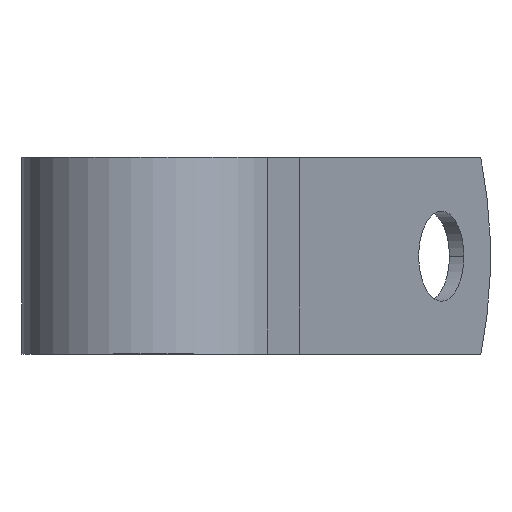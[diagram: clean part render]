
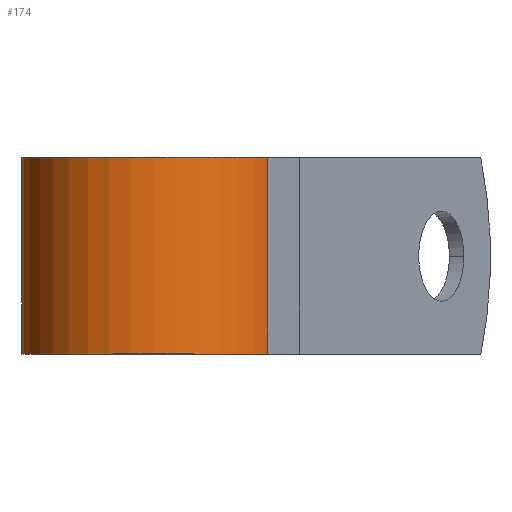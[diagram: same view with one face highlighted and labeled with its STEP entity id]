
A CAD part, top view. The second image highlights one B-rep face of the part: STEP entity #174.
In plain terms, the highlighted cylindrical face has radius 6.363 mm (diameter 12.725 mm), a partial arc.
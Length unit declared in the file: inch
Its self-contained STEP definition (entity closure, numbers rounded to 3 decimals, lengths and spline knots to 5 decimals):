
#24 = CIRCLE ( 'NONE', #540, 0.2505 ) ;
#37 = VERTEX_POINT ( 'NONE', #212 ) ;
#60 = VERTEX_POINT ( 'NONE', #717 ) ;
#71 = DIRECTION ( 'NONE',  ( 0., 0., -1. ) ) ;
#101 = AXIS2_PLACEMENT_3D ( 'NONE', #686, #694, #71 ) ;
#102 = CARTESIAN_POINT ( 'NONE',  ( 0.21694, 0.1875, 0.12525 ) ) ;
#110 = DIRECTION ( 'NONE',  ( 0., 1., 0. ) ) ;
#126 = LINE ( 'NONE', #177, #247 ) ;
#174 = ADVANCED_FACE ( 'NONE', ( #236 ), #627, .T. ) ;
#177 = CARTESIAN_POINT ( 'NONE',  ( 0., 0.1875, -0.2505 ) ) ;
#199 = EDGE_CURVE ( 'NONE', #660, #37, #126, .T. ) ;
#200 = EDGE_CURVE ( 'NONE', #37, #60, #24, .T. ) ;
#205 = DIRECTION ( 'NONE',  ( 0., -1., 0. ) ) ;
#212 = CARTESIAN_POINT ( 'NONE',  ( 0., -0.1875, -0.2505 ) ) ;
#236 = FACE_OUTER_BOUND ( 'NONE', #711, .T. ) ;
#247 = VECTOR ( 'NONE', #461, 39.37008 ) ;
#274 = CARTESIAN_POINT ( 'NONE',  ( 0., 0.1875, -0.2505 ) ) ;
#285 = CIRCLE ( 'NONE', #471, 0.2505 ) ;
#314 = ORIENTED_EDGE ( 'NONE', *, *, #452, .F. ) ;
#325 = DIRECTION ( 'NONE',  ( 1., 0., 0. ) ) ;
#329 = VECTOR ( 'NONE', #205, 39.37008 ) ;
#331 = LINE ( 'NONE', #102, #329 ) ;
#341 = DIRECTION ( 'NONE',  ( 0., 1., 0. ) ) ;
#352 = DIRECTION ( 'NONE',  ( 1., 0., 0. ) ) ;
#357 = EDGE_CURVE ( 'NONE', #593, #60, #331, .T. ) ;
#393 = CARTESIAN_POINT ( 'NONE',  ( 0., -0.1875, 0. ) ) ;
#396 = CARTESIAN_POINT ( 'NONE',  ( 0.21694, 0.1875, 0.12525 ) ) ;
#452 = EDGE_CURVE ( 'NONE', #660, #593, #285, .T. ) ;
#461 = DIRECTION ( 'NONE',  ( 0., -1., 0. ) ) ;
#467 = ORIENTED_EDGE ( 'NONE', *, *, #199, .T. ) ;
#471 = AXIS2_PLACEMENT_3D ( 'NONE', #506, #110, #325 ) ;
#485 = ORIENTED_EDGE ( 'NONE', *, *, #200, .T. ) ;
#489 = ORIENTED_EDGE ( 'NONE', *, *, #357, .F. ) ;
#506 = CARTESIAN_POINT ( 'NONE',  ( 0., 0.1875, 0. ) ) ;
#540 = AXIS2_PLACEMENT_3D ( 'NONE', #393, #341, #352 ) ;
#593 = VERTEX_POINT ( 'NONE', #396 ) ;
#627 = CYLINDRICAL_SURFACE ( 'NONE', #101, 0.2505 ) ;
#660 = VERTEX_POINT ( 'NONE', #274 ) ;
#686 = CARTESIAN_POINT ( 'NONE',  ( 0., 0.1875, 0. ) ) ;
#694 = DIRECTION ( 'NONE',  ( 0., -1., 0. ) ) ;
#711 = EDGE_LOOP ( 'NONE', ( #489, #314, #467, #485 ) ) ;
#717 = CARTESIAN_POINT ( 'NONE',  ( 0.21694, -0.1875, 0.12525 ) ) ;
